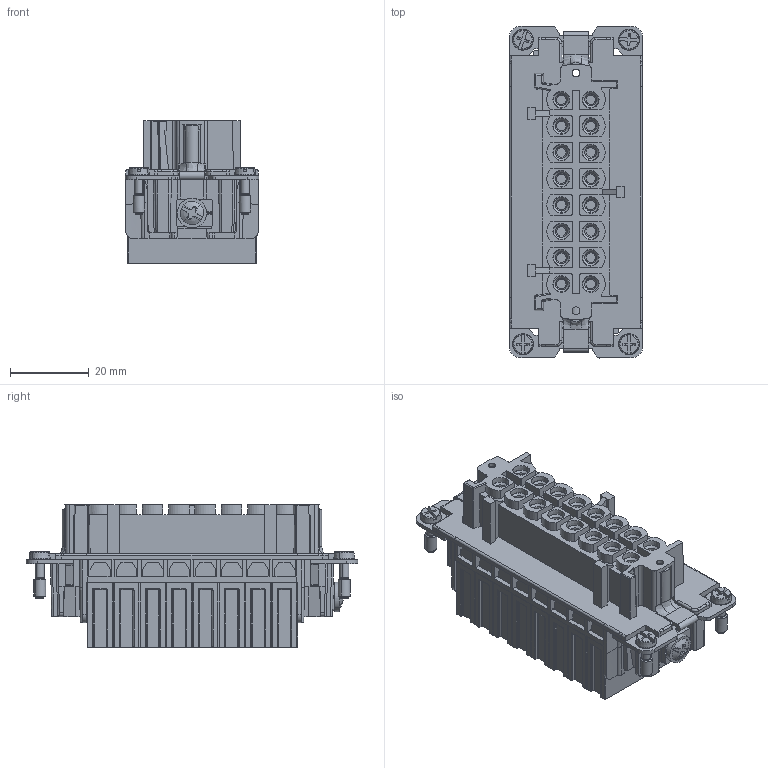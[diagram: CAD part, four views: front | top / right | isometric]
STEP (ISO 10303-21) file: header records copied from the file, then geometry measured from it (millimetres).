
FILE_DESCRIPTION(('CATIA V5 STEP Exchange','CAx-IF Rec.Pracs.--- Model Styling and Organization---1.5--- 2016-08-15','CAx-IF Rec.Pracs.---Supplemental Geometry---1.0---2011-11-01','CAx-IF Rec.Pracs.--- Composite Materials ---1.1---2010-07-15'),'2;1');
FILE_NAME ('1114751-3_1', '2025-08-19T09:05:38+00:00', ('none'), ('Weidmueller'), 'CATIA Version 5-6 Release 2024 SP4', 'CATIA V5 STEP AP214 v3', 'none');
FILE_SCHEMA(('AUTOMOTIVE_DESIGN { 1 0 10303 214 1 1 1 1 }'));
Products named in the file (1): 2666950000
Bounding box: 34 x 84.5 x 36.3 mm (x, y, z)
Volume: 53220.6 mm3; surface area: 30289.6 mm2
Topology: 1 solids, 59 shells, 3578 faces, 10144 edges, 6661 vertices
Faces by surface type: plane 2002, cylinder 1096, cone 344, torus 76, bspline 26, sphere 16, extrusion 10, revolution 8
Entity records: 115645 total; most frequent: CARTESIAN_POINT 27390, ORIENTED_EDGE 20264, DIRECTION 14806, EDGE_CURVE 10132, VERTEX_POINT 6661, VECTOR 6575, LINE 6565, AXIS2_PLACEMENT_3D 5347
